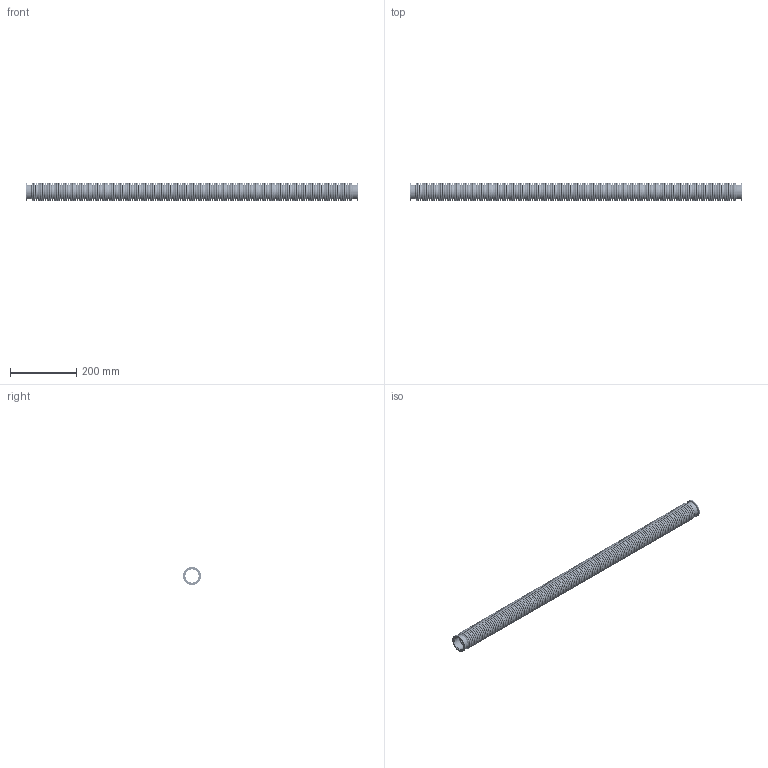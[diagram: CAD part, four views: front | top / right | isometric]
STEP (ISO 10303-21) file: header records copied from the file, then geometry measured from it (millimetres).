
FILE_DESCRIPTION (( 'STEP AP203' ), '1' );
FILE_NAME ('FULLVAC F1KF401000.STEP', '2018-07-12T10:11:51', ( '' ), ( '' ), 'SwSTEP 2.0', 'SolidWorks 2017', '' );
FILE_SCHEMA (( 'CONFIG_CONTROL_DESIGN' ));
Length unit declared in the file: millimetre
Products named in the file (3): FULLVAC F1KF401000; 2^FULLVAC F1KF401000; 1^FULLVAC F1KF401000
Assembly tree (3 placements, depth 2):
  FULLVAC F1KF401000
    1^FULLVAC F1KF401000  x2
    2^FULLVAC F1KF401000
Bounding box: 1001.3 x 55.2 x 55.2 mm (x, y, z)
Volume: 116984.7 mm3; surface area: 785151.9 mm2
Topology: 3 solids, 3 shells, 1424 faces, 2807 edges, 1949 vertices
Faces by surface type: torus 566, plane 566, cylinder 288, cone 4
Full cylindrical faces by diameter (mm): 40 x2, 41.2 x2, 44.5 x2, 51.7 x280, 55 x2
Entity records: 96451 total; most frequent: CARTESIAN_POINT 71080, DIRECTION 5374, ORIENTED_EDGE 3410, EDGE_LOOP 2820, AXIS2_PLACEMENT_3D 2687, FACE_OUTER_BOUND 2255, VERTEX_POINT 1705, EDGE_CURVE 1705
